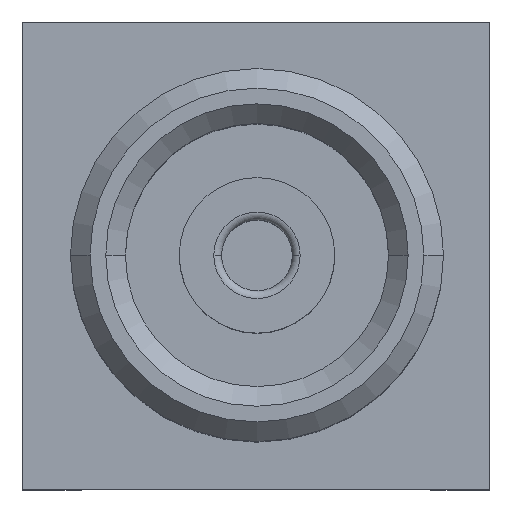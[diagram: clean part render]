
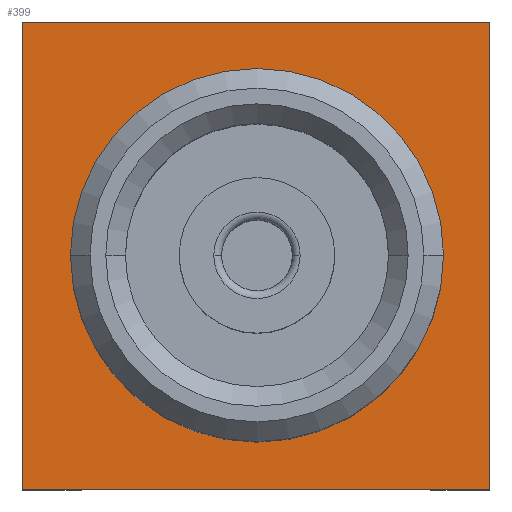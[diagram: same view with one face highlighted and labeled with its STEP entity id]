
A CAD part, top view. The second image highlights one B-rep face of the part: STEP entity #399.
In plain terms, the highlighted planar face has unit normal (0, 0, 1).
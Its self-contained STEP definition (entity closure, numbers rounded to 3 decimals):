
#2 = CARTESIAN_POINT ( 'NONE',  ( -14., 2.05, 1. ) ) ;
#9 = CARTESIAN_POINT ( 'NONE',  ( -11.013, 5.025, 1. ) ) ;
#10 = CARTESIAN_POINT ( 'NONE',  ( -14., 2.05, 1. ) ) ;
#27 = VECTOR ( 'NONE', #752, 1000. ) ;
#75 = DIRECTION ( 'NONE',  ( -1., 0., 0. ) ) ;
#112 = LINE ( 'NONE', #1037, #577 ) ;
#114 = VERTEX_POINT ( 'NONE', #802 ) ;
#125 = EDGE_CURVE ( 'NONE', #1016, #228, #1293, .T. ) ;
#130 = LINE ( 'NONE', #1194, #290 ) ;
#159 = CARTESIAN_POINT ( 'NONE',  ( -11.013, 5.025, 1. ) ) ;
#180 = LINE ( 'NONE', #624, #27 ) ;
#200 = AXIS2_PLACEMENT_3D ( 'NONE', #159, #623, #504 ) ;
#214 = VERTEX_POINT ( 'NONE', #1183 ) ;
#228 = VERTEX_POINT ( 'NONE', #10 ) ;
#240 = VERTEX_POINT ( 'NONE', #1446 ) ;
#244 = VERTEX_POINT ( 'NONE', #606 ) ;
#290 = VECTOR ( 'NONE', #618, 1000. ) ;
#310 = CARTESIAN_POINT ( 'NONE',  ( -14., 8., 1. ) ) ;
#330 = FACE_OUTER_BOUND ( 'NONE', #1011, .T. ) ;
#344 = CARTESIAN_POINT ( 'NONE',  ( -14., 8., 1. ) ) ;
#399 = ADVANCED_FACE ( 'NONE', ( #1049, #330 ), #1306, .F. ) ;
#412 = AXIS2_PLACEMENT_3D ( 'NONE', #9, #715, #961 ) ;
#433 = EDGE_CURVE ( 'NONE', #214, #244, #130, .T. ) ;
#504 = DIRECTION ( 'NONE',  ( -1., 0., 0. ) ) ;
#511 = EDGE_CURVE ( 'NONE', #114, #240, #794, .T. ) ;
#577 = VECTOR ( 'NONE', #75, 1000. ) ;
#585 = EDGE_LOOP ( 'NONE', ( #1402, #1063 ) ) ;
#606 = CARTESIAN_POINT ( 'NONE',  ( -8.05, 8., 1. ) ) ;
#618 = DIRECTION ( 'NONE',  ( 0., 1., 0. ) ) ;
#623 = DIRECTION ( 'NONE',  ( 0., 0., 1. ) ) ;
#624 = CARTESIAN_POINT ( 'NONE',  ( -14., 2.05, 1. ) ) ;
#675 = ORIENTED_EDGE ( 'NONE', *, *, #433, .T. ) ;
#712 = DIRECTION ( 'NONE',  ( 0., -1., 0. ) ) ;
#715 = DIRECTION ( 'NONE',  ( 0., 0., 1. ) ) ;
#752 = DIRECTION ( 'NONE',  ( 1., 0., 0. ) ) ;
#794 = CIRCLE ( 'NONE', #412, 2.375 ) ;
#802 = CARTESIAN_POINT ( 'NONE',  ( -8.638, 5.025, 1. ) ) ;
#814 = VECTOR ( 'NONE', #712, 1000. ) ;
#815 = AXIS2_PLACEMENT_3D ( 'NONE', #344, #1427, #824 ) ;
#824 = DIRECTION ( 'NONE',  ( -1., 0., 0. ) ) ;
#935 = EDGE_CURVE ( 'NONE', #240, #114, #1282, .T. ) ;
#936 = ORIENTED_EDGE ( 'NONE', *, *, #1361, .T. ) ;
#961 = DIRECTION ( 'NONE',  ( -1., 0., 0. ) ) ;
#1011 = EDGE_LOOP ( 'NONE', ( #1303, #936, #675, #1546 ) ) ;
#1016 = VERTEX_POINT ( 'NONE', #310 ) ;
#1037 = CARTESIAN_POINT ( 'NONE',  ( -14., 8., 1. ) ) ;
#1049 = FACE_BOUND ( 'NONE', #585, .T. ) ;
#1063 = ORIENTED_EDGE ( 'NONE', *, *, #511, .F. ) ;
#1183 = CARTESIAN_POINT ( 'NONE',  ( -8.05, 2.05, 1. ) ) ;
#1194 = CARTESIAN_POINT ( 'NONE',  ( -8.05, 2.05, 1. ) ) ;
#1282 = CIRCLE ( 'NONE', #200, 2.375 ) ;
#1293 = LINE ( 'NONE', #2, #814 ) ;
#1303 = ORIENTED_EDGE ( 'NONE', *, *, #125, .T. ) ;
#1306 = PLANE ( 'NONE',  #815 ) ;
#1361 = EDGE_CURVE ( 'NONE', #228, #214, #180, .T. ) ;
#1402 = ORIENTED_EDGE ( 'NONE', *, *, #935, .F. ) ;
#1427 = DIRECTION ( 'NONE',  ( 0., 0., -1. ) ) ;
#1446 = CARTESIAN_POINT ( 'NONE',  ( -13.388, 5.025, 1. ) ) ;
#1512 = EDGE_CURVE ( 'NONE', #244, #1016, #112, .T. ) ;
#1546 = ORIENTED_EDGE ( 'NONE', *, *, #1512, .T. ) ;
